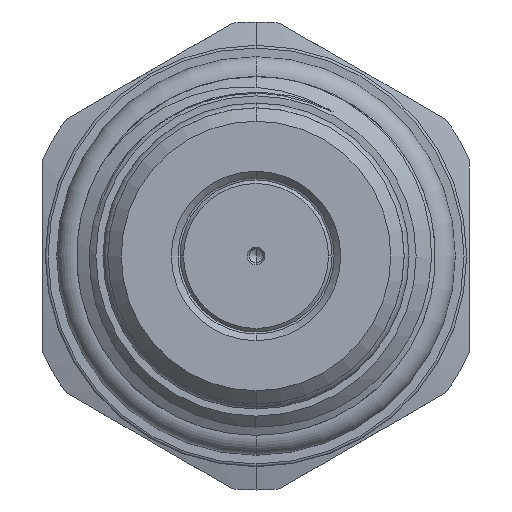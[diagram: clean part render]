
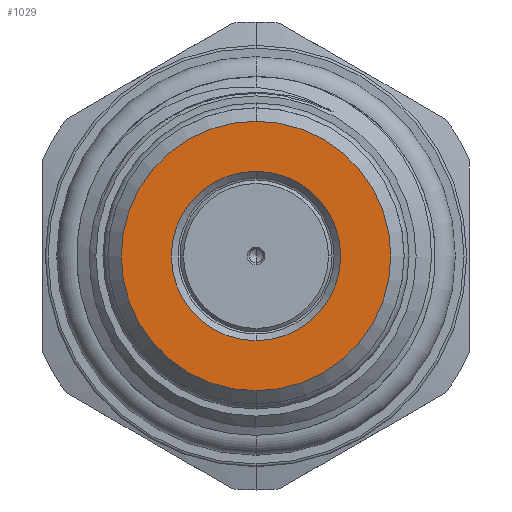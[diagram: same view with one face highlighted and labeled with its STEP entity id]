
A CAD part, left-side view. The second image highlights one B-rep face of the part: STEP entity #1029.
In plain terms, the highlighted planar face has unit normal (-1, 0, 0).
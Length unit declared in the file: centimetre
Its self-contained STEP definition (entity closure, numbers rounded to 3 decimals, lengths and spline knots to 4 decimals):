
#2 = VERTEX_POINT ( 'NONE', #6916 ) ;
#6 = EDGE_LOOP ( 'NONE', ( #1664, #1139 ) ) ;
#32 = EDGE_CURVE ( 'NONE', #5563, #2, #1413, .T. ) ;
#191 = EDGE_CURVE ( 'NONE', #4993, #5275, #1502, .T. ) ;
#239 = DIRECTION ( 'NONE',  ( 0., 0., 1. ) ) ;
#315 = CIRCLE ( 'NONE', #6264, 0.635 ) ;
#458 = AXIS2_PLACEMENT_3D ( 'NONE', #5391, #4261, #7159 ) ;
#505 = DIRECTION ( 'NONE',  ( -1., 0., 0. ) ) ;
#868 = FACE_BOUND ( 'NONE', #2692, .T. ) ;
#1029 = ADVANCED_FACE ( 'NONE', ( #4431, #868 ), #5551, .T. ) ;
#1075 = AXIS2_PLACEMENT_3D ( 'NONE', #4116, #505, #6780 ) ;
#1139 = ORIENTED_EDGE ( 'NONE', *, *, #32, .T. ) ;
#1413 = CIRCLE ( 'NONE', #1075, 1.011 ) ;
#1502 = CIRCLE ( 'NONE', #458, 0.635 ) ;
#1664 = ORIENTED_EDGE ( 'NONE', *, *, #4827, .T. ) ;
#1699 = CARTESIAN_POINT ( 'NONE',  ( -3.7291, 0.2831, 0.635 ) ) ;
#2587 = ORIENTED_EDGE ( 'NONE', *, *, #3943, .F. ) ;
#2607 = DIRECTION ( 'NONE',  ( 0., 0., 1. ) ) ;
#2634 = DIRECTION ( 'NONE',  ( -1., 0., 0. ) ) ;
#2692 = EDGE_LOOP ( 'NONE', ( #2587, #6303 ) ) ;
#2850 = CARTESIAN_POINT ( 'NONE',  ( -3.7291, 0.2831, 1.011 ) ) ;
#3353 = AXIS2_PLACEMENT_3D ( 'NONE', #4927, #2634, #6165 ) ;
#3943 = EDGE_CURVE ( 'NONE', #5275, #4993, #315, .T. ) ;
#4116 = CARTESIAN_POINT ( 'NONE',  ( -3.7291, 0.2831, 0. ) ) ;
#4261 = DIRECTION ( 'NONE',  ( -1., 0., 0. ) ) ;
#4333 = DIRECTION ( 'NONE',  ( -1., 0., 0. ) ) ;
#4337 = CARTESIAN_POINT ( 'NONE',  ( -3.7291, 0.2831, 0. ) ) ;
#4431 = FACE_OUTER_BOUND ( 'NONE', #6, .T. ) ;
#4827 = EDGE_CURVE ( 'NONE', #2, #5563, #7052, .T. ) ;
#4927 = CARTESIAN_POINT ( 'NONE',  ( -3.7291, 0.2831, 0. ) ) ;
#4966 = CARTESIAN_POINT ( 'NONE',  ( -3.7291, 0.2831, -0.635 ) ) ;
#4993 = VERTEX_POINT ( 'NONE', #4966 ) ;
#5275 = VERTEX_POINT ( 'NONE', #1699 ) ;
#5391 = CARTESIAN_POINT ( 'NONE',  ( -3.7291, 0.2831, 0. ) ) ;
#5466 = DIRECTION ( 'NONE',  ( -1., 0., 0. ) ) ;
#5551 = PLANE ( 'NONE',  #3353 ) ;
#5563 = VERTEX_POINT ( 'NONE', #2850 ) ;
#6037 = CARTESIAN_POINT ( 'NONE',  ( -3.7291, 0.2831, 0. ) ) ;
#6165 = DIRECTION ( 'NONE',  ( 0., 0., 1. ) ) ;
#6264 = AXIS2_PLACEMENT_3D ( 'NONE', #4337, #5466, #2607 ) ;
#6303 = ORIENTED_EDGE ( 'NONE', *, *, #191, .F. ) ;
#6752 = AXIS2_PLACEMENT_3D ( 'NONE', #6037, #4333, #239 ) ;
#6780 = DIRECTION ( 'NONE',  ( 0., 0., 1. ) ) ;
#6916 = CARTESIAN_POINT ( 'NONE',  ( -3.7291, 0.2831, -1.011 ) ) ;
#7052 = CIRCLE ( 'NONE', #6752, 1.011 ) ;
#7159 = DIRECTION ( 'NONE',  ( 0., 0., 1. ) ) ;
